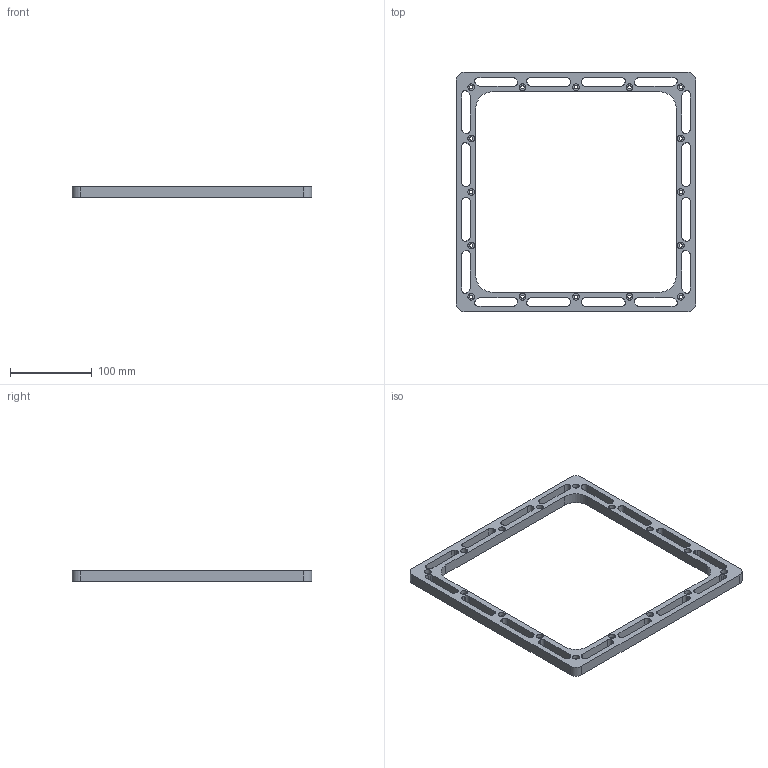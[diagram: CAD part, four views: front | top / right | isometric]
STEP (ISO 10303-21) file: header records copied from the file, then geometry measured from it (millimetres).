
FILE_DESCRIPTION (( 'STEP AP214' ), '1' );
FILE_NAME ('grundplatte 305.STEP', '2024-09-21T03:59:56', ( '' ), ( '' ), 'SwSTEP 2.0', 'SolidWorks 2023', '' );
FILE_SCHEMA (( 'AUTOMOTIVE_DESIGN' ));
Length unit declared in the file: millimetre
Products named in the file (1): grundplatte 305
Bounding box: 292.5 x 292.5 x 13 mm (x, y, z)
Volume: 227206.4 mm3; surface area: 90783.2 mm2
Topology: 1 solids, 1 shells, 234 faces, 648 edges, 432 vertices
Faces by surface type: cylinder 144, plane 90
Entity records: 7755 total; most frequent: DIRECTION 1406, CARTESIAN_POINT 1315, ORIENTED_EDGE 1296, EDGE_CURVE 648, AXIS2_PLACEMENT_3D 523, VERTEX_POINT 432, VECTOR 360, LINE 360
